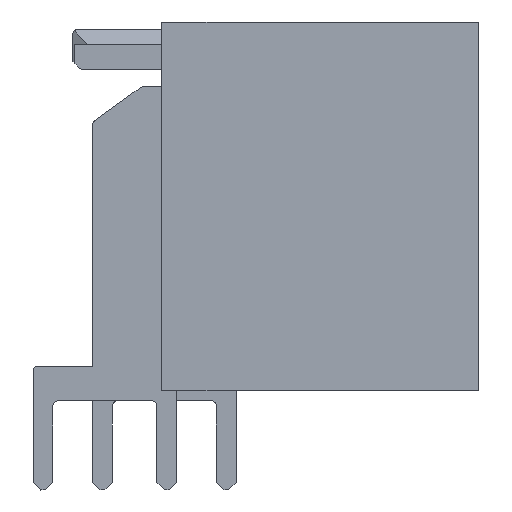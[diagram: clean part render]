
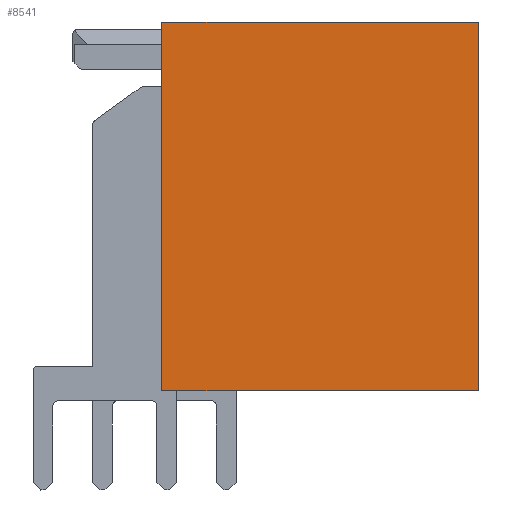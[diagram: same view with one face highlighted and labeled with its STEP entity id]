
A CAD part, front view. The second image highlights one B-rep face of the part: STEP entity #8541.
In plain terms, the highlighted planar face has unit normal (0, -1, 0).
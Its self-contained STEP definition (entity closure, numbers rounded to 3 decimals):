
#798=ORIENTED_EDGE('',*,*,#3210,.F.);
#799=ORIENTED_EDGE('',*,*,#2949,.F.);
#800=ORIENTED_EDGE('',*,*,#3211,.F.);
#801=ORIENTED_EDGE('',*,*,#3212,.F.);
#2949=EDGE_CURVE('',#4205,#4206,#5036,.T.);
#3210=EDGE_CURVE('',#4206,#4378,#5291,.T.);
#3211=EDGE_CURVE('',#4379,#4205,#5292,.T.);
#3212=EDGE_CURVE('',#4378,#4379,#5293,.T.);
#4205=VERTEX_POINT('',#12210);
#4206=VERTEX_POINT('',#12212);
#4378=VERTEX_POINT('',#12699);
#4379=VERTEX_POINT('',#12701);
#5036=LINE('',#12211,#6241);
#5291=LINE('',#12698,#6496);
#5292=LINE('',#12700,#6497);
#5293=LINE('',#12702,#6498);
#6241=VECTOR('',#9751,1000.);
#6496=VECTOR('',#10126,1000.);
#6497=VECTOR('',#10127,1000.);
#6498=VECTOR('',#10128,1000.);
#7244=EDGE_LOOP('',(#798,#799,#800,#801));
#7697=FACE_BOUND('',#7244,.T.);
#8139=PLANE('',#9017);
#8541=ADVANCED_FACE('',(#7697),#8139,.F.);
#9017=AXIS2_PLACEMENT_3D('',#12697,#10124,#10125);
#9751=DIRECTION('',(1.,0.,0.));
#10124=DIRECTION('',(0.,1.,0.));
#10125=DIRECTION('',(0.,0.,1.));
#10126=DIRECTION('',(0.,0.,-1.));
#10127=DIRECTION('',(0.,0.,1.));
#10128=DIRECTION('',(-1.,0.,0.));
#12210=CARTESIAN_POINT('',(-7.45,0.,6.4));
#12211=CARTESIAN_POINT('',(-7.45,0.,6.4));
#12212=CARTESIAN_POINT('',(7.45,0.,6.4));
#12697=CARTESIAN_POINT('',(0.,0.,0.));
#12698=CARTESIAN_POINT('',(7.45,0.,6.4));
#12699=CARTESIAN_POINT('',(7.45,0.,-6.4));
#12700=CARTESIAN_POINT('',(-7.45,0.,-6.4));
#12701=CARTESIAN_POINT('',(-7.45,0.,-6.4));
#12702=CARTESIAN_POINT('',(7.45,0.,-6.4));
